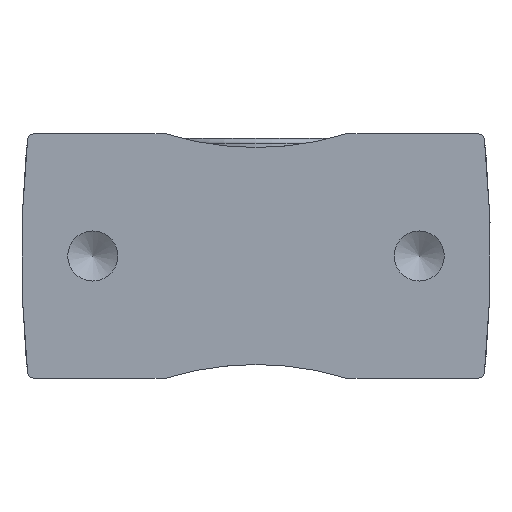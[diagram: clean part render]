
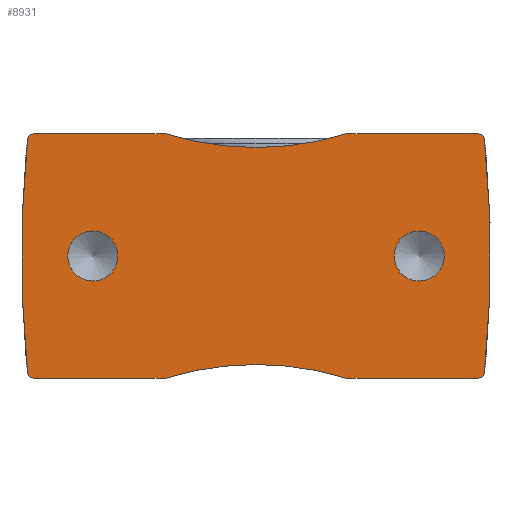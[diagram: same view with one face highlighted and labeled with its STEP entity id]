
A CAD part, front view. The second image highlights one B-rep face of the part: STEP entity #8931.
In plain terms, the highlighted face is planar.
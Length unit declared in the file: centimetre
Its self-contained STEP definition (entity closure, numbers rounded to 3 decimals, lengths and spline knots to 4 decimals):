
#3144=CARTESIAN_POINT('',(-0.3899,-2.54,0.));
#3145=VERTEX_POINT('',#3144);
#3155=CARTESIAN_POINT('',(0.3899,-2.54,0.));
#3156=VERTEX_POINT('',#3155);
#3157=CARTESIAN_POINT('',(0.,-2.54,0.));
#3158=DIRECTION('',(0.,0.,1.));
#3159=DIRECTION('',(1.,0.,-0.));
#3160=AXIS2_PLACEMENT_3D('',#3157,#3158,#3159);
#3161=CIRCLE('',#3160,0.3899);
#3162=EDGE_CURVE('',#3156,#3145,#3161,.T.);
#3164=CARTESIAN_POINT('',(0.,-2.54,0.));
#3165=DIRECTION('',(0.,0.,1.));
#3166=DIRECTION('',(1.,0.,-0.));
#3167=AXIS2_PLACEMENT_3D('',#3164,#3165,#3166);
#3168=CIRCLE('',#3167,0.3899);
#3169=EDGE_CURVE('',#3145,#3156,#3168,.T.);
#3214=CARTESIAN_POINT('',(-0.3899,2.54,0.));
#3215=VERTEX_POINT('',#3214);
#3225=CARTESIAN_POINT('',(0.3899,2.54,0.));
#3226=VERTEX_POINT('',#3225);
#3227=CARTESIAN_POINT('',(0.,2.54,0.));
#3228=DIRECTION('',(0.,0.,1.));
#3229=DIRECTION('',(1.,0.,-0.));
#3230=AXIS2_PLACEMENT_3D('',#3227,#3228,#3229);
#3231=CIRCLE('',#3230,0.3899);
#3232=EDGE_CURVE('',#3226,#3215,#3231,.T.);
#3234=CARTESIAN_POINT('',(0.,2.54,0.));
#3235=DIRECTION('',(0.,0.,1.));
#3236=DIRECTION('',(1.,0.,-0.));
#3237=AXIS2_PLACEMENT_3D('',#3234,#3235,#3236);
#3238=CIRCLE('',#3237,0.3899);
#3239=EDGE_CURVE('',#3215,#3226,#3238,.T.);
#4520=CARTESIAN_POINT('',(-1.8203,-3.5553,0.));
#4521=VERTEX_POINT('',#4520);
#4528=CARTESIAN_POINT('',(1.8203,-3.5553,0.));
#4529=VERTEX_POINT('',#4528);
#4530=CARTESIAN_POINT('',(0.,13.894,0.));
#4531=DIRECTION('',(0.,0.,-1.));
#4532=DIRECTION('',(1.,0.,0.));
#4533=AXIS2_PLACEMENT_3D('',#4530,#4531,#4532);
#4534=CIRCLE('',#4533,17.544);
#4535=EDGE_CURVE('',#4529,#4521,#4534,.T.);
#6945=CARTESIAN_POINT('',(1.8203,3.5553,0.));
#6946=VERTEX_POINT('',#6945);
#6953=CARTESIAN_POINT('',(-1.8203,3.5553,0.));
#6954=VERTEX_POINT('',#6953);
#6955=CARTESIAN_POINT('',(-0.,-13.894,0.));
#6956=DIRECTION('',(0.,0.,-1.));
#6957=DIRECTION('',(-1.,0.,0.));
#6958=AXIS2_PLACEMENT_3D('',#6955,#6956,#6957);
#6959=CIRCLE('',#6958,17.544);
#6960=EDGE_CURVE('',#6954,#6946,#6959,.T.);
#7001=CARTESIAN_POINT('',(1.9,3.4669,0.));
#7002=VERTEX_POINT('',#7001);
#7009=CARTESIAN_POINT('',(1.8111,3.4669,0.));
#7010=DIRECTION('',(0.,-0.,1.));
#7011=DIRECTION('',(0.743,0.669,0.));
#7012=AXIS2_PLACEMENT_3D('',#7009,#7010,#7011);
#7013=CIRCLE('',#7012,0.0889);
#7014=EDGE_CURVE('',#7002,#6946,#7013,.T.);
#7026=CARTESIAN_POINT('',(1.9,1.4,0.));
#7027=VERTEX_POINT('',#7026);
#7034=CARTESIAN_POINT('',(1.9,12348.5468,0.));
#7035=DIRECTION('',(0.,-1.,0.));
#7036=VECTOR('',#7035,24690.);
#7037=LINE('',#7034,#7036);
#7038=EDGE_CURVE('',#7002,#7027,#7037,.T.);
#7051=CARTESIAN_POINT('',(1.6896,0.,0.));
#7052=VERTEX_POINT('',#7051);
#7122=CARTESIAN_POINT('',(1.9,-1.4,0.));
#7123=VERTEX_POINT('',#7122);
#7130=CARTESIAN_POINT('',(6.4521,0.,0.));
#7131=DIRECTION('',(0.,0.,1.));
#7132=DIRECTION('',(1.,0.,-0.));
#7133=AXIS2_PLACEMENT_3D('',#7130,#7131,#7132);
#7134=CIRCLE('',#7133,4.7625);
#7135=EDGE_CURVE('',#7052,#7123,#7134,.T.);
#8027=CARTESIAN_POINT('',(-1.6896,-0.,0.));
#8028=VERTEX_POINT('',#8027);
#8037=CARTESIAN_POINT('',(-1.9,1.4,0.));
#8038=VERTEX_POINT('',#8037);
#8045=CARTESIAN_POINT('',(-6.4521,0.,0.));
#8046=DIRECTION('',(0.,0.,1.));
#8047=DIRECTION('',(-1.,0.,0.));
#8048=AXIS2_PLACEMENT_3D('',#8045,#8046,#8047);
#8049=CIRCLE('',#8048,4.7625);
#8050=EDGE_CURVE('',#8028,#8038,#8049,.T.);
#8061=CARTESIAN_POINT('',(-1.9,3.4669,0.));
#8062=VERTEX_POINT('',#8061);
#8069=CARTESIAN_POINT('',(-1.9,12348.5468,0.));
#8070=DIRECTION('',(0.,-1.,0.));
#8071=VECTOR('',#8070,24690.);
#8072=LINE('',#8069,#8071);
#8073=EDGE_CURVE('',#8062,#8038,#8072,.T.);
#8086=CARTESIAN_POINT('',(-1.8111,3.4669,0.));
#8087=DIRECTION('',(0.,0.,1.));
#8088=DIRECTION('',(-0.743,0.669,0.));
#8089=AXIS2_PLACEMENT_3D('',#8086,#8087,#8088);
#8090=CIRCLE('',#8089,0.0889);
#8091=EDGE_CURVE('',#6954,#8062,#8090,.T.);
#8699=CARTESIAN_POINT('',(1.9,-3.4669,0.));
#8700=VERTEX_POINT('',#8699);
#8707=CARTESIAN_POINT('',(1.9,12348.5468,0.));
#8708=DIRECTION('',(0.,-1.,0.));
#8709=VECTOR('',#8708,24690.);
#8710=LINE('',#8707,#8709);
#8711=EDGE_CURVE('',#7123,#8700,#8710,.T.);
#8724=CARTESIAN_POINT('',(1.8111,-3.4669,0.));
#8725=DIRECTION('',(0.,0.,1.));
#8726=DIRECTION('',(0.743,-0.669,0.));
#8727=AXIS2_PLACEMENT_3D('',#8724,#8725,#8726);
#8728=CIRCLE('',#8727,0.0889);
#8729=EDGE_CURVE('',#4529,#8700,#8728,.T.);
#8847=CARTESIAN_POINT('',(-1.9,-3.4669,0.));
#8848=VERTEX_POINT('',#8847);
#8855=CARTESIAN_POINT('',(-1.8111,-3.4669,0.));
#8856=DIRECTION('',(0.,0.,1.));
#8857=DIRECTION('',(-0.743,-0.669,0.));
#8858=AXIS2_PLACEMENT_3D('',#8855,#8856,#8857);
#8859=CIRCLE('',#8858,0.0889);
#8860=EDGE_CURVE('',#8848,#4521,#8859,.T.);
#8872=CARTESIAN_POINT('',(-1.9,-1.4,0.));
#8873=VERTEX_POINT('',#8872);
#8880=CARTESIAN_POINT('',(-1.9,12348.5468,0.));
#8881=DIRECTION('',(0.,-1.,0.));
#8882=VECTOR('',#8881,24690.);
#8883=LINE('',#8880,#8882);
#8884=EDGE_CURVE('',#8873,#8848,#8883,.T.);
#8890=CARTESIAN_POINT('',(0.9412,1.8027,0.));
#8891=DIRECTION('',(0.,0.,1.));
#8892=DIRECTION('',(1.,0.,0.));
#8893=AXIS2_PLACEMENT_3D('',#8890,#8891,#8892);
#8894=PLANE('',#8893);
#8895=ORIENTED_EDGE('',*,*,#3162,.T.);
#8896=ORIENTED_EDGE('',*,*,#3169,.T.);
#8897=EDGE_LOOP('',(#8895,#8896));
#8898=FACE_BOUND('',#8897,.T.);
#8899=ORIENTED_EDGE('',*,*,#3232,.T.);
#8900=ORIENTED_EDGE('',*,*,#3239,.T.);
#8901=EDGE_LOOP('',(#8899,#8900));
#8902=FACE_BOUND('',#8901,.T.);
#8903=ORIENTED_EDGE('',*,*,#8860,.F.);
#8904=ORIENTED_EDGE('',*,*,#8884,.F.);
#8905=CARTESIAN_POINT('',(-6.4521,0.,0.));
#8906=DIRECTION('',(0.,0.,1.));
#8907=DIRECTION('',(-1.,0.,0.));
#8908=AXIS2_PLACEMENT_3D('',#8905,#8906,#8907);
#8909=CIRCLE('',#8908,4.7625);
#8910=EDGE_CURVE('',#8873,#8028,#8909,.T.);
#8911=ORIENTED_EDGE('',*,*,#8910,.T.);
#8912=ORIENTED_EDGE('',*,*,#8050,.T.);
#8913=ORIENTED_EDGE('',*,*,#8073,.F.);
#8914=ORIENTED_EDGE('',*,*,#8091,.F.);
#8915=ORIENTED_EDGE('',*,*,#6960,.T.);
#8916=ORIENTED_EDGE('',*,*,#7014,.F.);
#8917=ORIENTED_EDGE('',*,*,#7038,.T.);
#8918=CARTESIAN_POINT('',(6.4521,0.,0.));
#8919=DIRECTION('',(0.,0.,1.));
#8920=DIRECTION('',(1.,0.,-0.));
#8921=AXIS2_PLACEMENT_3D('',#8918,#8919,#8920);
#8922=CIRCLE('',#8921,4.7625);
#8923=EDGE_CURVE('',#7027,#7052,#8922,.T.);
#8924=ORIENTED_EDGE('',*,*,#8923,.T.);
#8925=ORIENTED_EDGE('',*,*,#7135,.T.);
#8926=ORIENTED_EDGE('',*,*,#8711,.T.);
#8927=ORIENTED_EDGE('',*,*,#8729,.F.);
#8928=ORIENTED_EDGE('',*,*,#4535,.T.);
#8929=EDGE_LOOP('',(#8903,#8904,#8911,#8912,#8913,#8914,#8915,#8916,#8917,#8924,#8925,#8926,#8927,#8928));
#8930=FACE_BOUND('',#8929,.T.);
#8931=ADVANCED_FACE('',(#8898,#8902,#8930),#8894,.F.);
